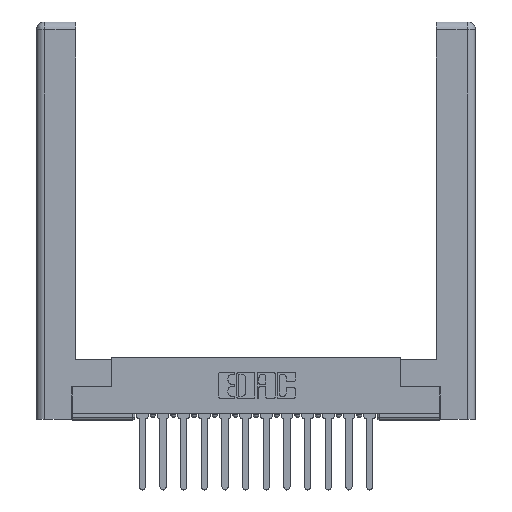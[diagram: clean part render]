
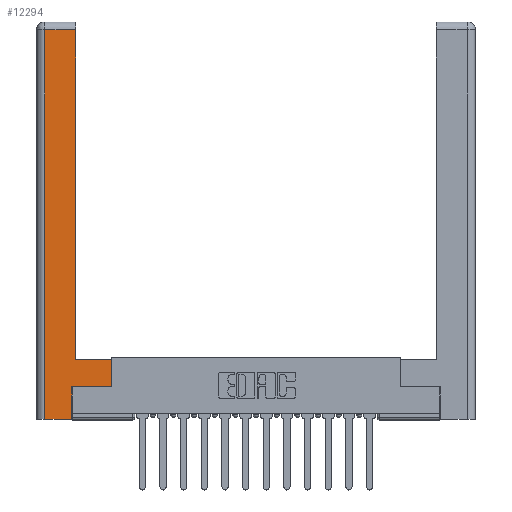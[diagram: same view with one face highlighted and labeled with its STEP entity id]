
A CAD part, top view. The second image highlights one B-rep face of the part: STEP entity #12294.
In plain terms, the highlighted planar face has unit normal (0, 0, 1).
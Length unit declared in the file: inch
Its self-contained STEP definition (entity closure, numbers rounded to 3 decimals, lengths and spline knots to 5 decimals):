
#424 = ORIENTED_EDGE ( 'NONE', *, *, #9200, .T. ) ;
#583 = VERTEX_POINT ( 'NONE', #12325 ) ;
#1657 = AXIS2_PLACEMENT_3D ( 'NONE', #2566, #2480, #7735 ) ;
#2210 = EDGE_CURVE ( 'NONE', #16196, #583, #9568, .T. ) ;
#2480 = DIRECTION ( 'NONE',  ( 0., 0., -1. ) ) ;
#2566 = CARTESIAN_POINT ( 'NONE',  ( 0., 0., 0. ) ) ;
#2698 = ORIENTED_EDGE ( 'NONE', *, *, #16825, .T. ) ;
#2898 = CARTESIAN_POINT ( 'NONE',  ( 0.265, 0., 0. ) ) ;
#3285 = CARTESIAN_POINT ( 'NONE',  ( 0.565, 0.245, 0. ) ) ;
#3346 = VECTOR ( 'NONE', #5305, 39.37008 ) ;
#3613 = EDGE_CURVE ( 'NONE', #583, #13068, #9358, .T. ) ;
#3837 = CARTESIAN_POINT ( 'NONE',  ( 0.265, 0., 0. ) ) ;
#3952 = PLANE ( 'NONE',  #1657 ) ;
#4099 = VECTOR ( 'NONE', #8775, 39.37008 ) ;
#4232 = LINE ( 'NONE', #12143, #12896 ) ;
#4489 = ORIENTED_EDGE ( 'NONE', *, *, #11662, .T. ) ;
#4882 = VECTOR ( 'NONE', #14602, 39.37008 ) ;
#5185 = CARTESIAN_POINT ( 'NONE',  ( 0.565, 0.245, 0. ) ) ;
#5305 = DIRECTION ( 'NONE',  ( 0., 1., 0. ) ) ;
#5731 = EDGE_LOOP ( 'NONE', ( #16739, #13019, #8048, #6756, #4489, #424, #2698, #13672 ) ) ;
#5865 = LINE ( 'NONE', #3285, #4099 ) ;
#5871 = CARTESIAN_POINT ( 'NONE',  ( 0.295, 2.94, 0. ) ) ;
#6413 = VERTEX_POINT ( 'NONE', #2898 ) ;
#6439 = DIRECTION ( 'NONE',  ( 0., -1., 0. ) ) ;
#6447 = LINE ( 'NONE', #10495, #4882 ) ;
#6676 = LINE ( 'NONE', #8044, #3346 ) ;
#6756 = ORIENTED_EDGE ( 'NONE', *, *, #15703, .T. ) ;
#6869 = EDGE_CURVE ( 'NONE', #15419, #16196, #6676, .T. ) ;
#6982 = VECTOR ( 'NONE', #10947, 39.37008 ) ;
#7600 = EDGE_CURVE ( 'NONE', #9806, #15419, #6447, .T. ) ;
#7735 = DIRECTION ( 'NONE',  ( -1., 0., 0. ) ) ;
#7783 = DIRECTION ( 'NONE',  ( 1., 0., 0. ) ) ;
#8044 = CARTESIAN_POINT ( 'NONE',  ( 0.295, 3., 0. ) ) ;
#8048 = ORIENTED_EDGE ( 'NONE', *, *, #3613, .T. ) ;
#8775 = DIRECTION ( 'NONE',  ( 1., 0., 0. ) ) ;
#9200 = EDGE_CURVE ( 'NONE', #9955, #15939, #5865, .T. ) ;
#9358 = LINE ( 'NONE', #12962, #14016 ) ;
#9485 = DIRECTION ( 'NONE',  ( 0., 1., 0. ) ) ;
#9568 = LINE ( 'NONE', #14806, #6982 ) ;
#9806 = VERTEX_POINT ( 'NONE', #11828 ) ;
#9955 = VERTEX_POINT ( 'NONE', #13523 ) ;
#10442 = CARTESIAN_POINT ( 'NONE',  ( 0.0615, 0., 0. ) ) ;
#10495 = CARTESIAN_POINT ( 'NONE',  ( 0.295, 0.45, 0. ) ) ;
#10947 = DIRECTION ( 'NONE',  ( -1., 0., 0. ) ) ;
#11662 = EDGE_CURVE ( 'NONE', #6413, #9955, #4232, .T. ) ;
#11828 = CARTESIAN_POINT ( 'NONE',  ( 0.565, 0.45, 0. ) ) ;
#12143 = CARTESIAN_POINT ( 'NONE',  ( 0.265, 0.245, 0. ) ) ;
#12204 = VECTOR ( 'NONE', #14146, 39.37008 ) ;
#12294 = ADVANCED_FACE ( 'NONE', ( #15538 ), #3952, .F. ) ;
#12325 = CARTESIAN_POINT ( 'NONE',  ( 0.0615, 2.94, 0. ) ) ;
#12357 = CARTESIAN_POINT ( 'NONE',  ( 0.295, 0.45, 0. ) ) ;
#12873 = CARTESIAN_POINT ( 'NONE',  ( 0.565, 0.45, 0. ) ) ;
#12896 = VECTOR ( 'NONE', #9485, 39.37008 ) ;
#12962 = CARTESIAN_POINT ( 'NONE',  ( 0.0615, 0., 0. ) ) ;
#13019 = ORIENTED_EDGE ( 'NONE', *, *, #2210, .T. ) ;
#13068 = VERTEX_POINT ( 'NONE', #10442 ) ;
#13523 = CARTESIAN_POINT ( 'NONE',  ( 0.265, 0.245, 0. ) ) ;
#13672 = ORIENTED_EDGE ( 'NONE', *, *, #7600, .T. ) ;
#14016 = VECTOR ( 'NONE', #6439, 39.37008 ) ;
#14146 = DIRECTION ( 'NONE',  ( 0., 1., 0. ) ) ;
#14238 = LINE ( 'NONE', #12873, #12204 ) ;
#14602 = DIRECTION ( 'NONE',  ( -1., 0., 0. ) ) ;
#14806 = CARTESIAN_POINT ( 'NONE',  ( 0.0615, 2.94, 0. ) ) ;
#15419 = VERTEX_POINT ( 'NONE', #12357 ) ;
#15430 = LINE ( 'NONE', #3837, #15713 ) ;
#15538 = FACE_OUTER_BOUND ( 'NONE', #5731, .T. ) ;
#15703 = EDGE_CURVE ( 'NONE', #13068, #6413, #15430, .T. ) ;
#15713 = VECTOR ( 'NONE', #7783, 39.37008 ) ;
#15939 = VERTEX_POINT ( 'NONE', #5185 ) ;
#16196 = VERTEX_POINT ( 'NONE', #5871 ) ;
#16739 = ORIENTED_EDGE ( 'NONE', *, *, #6869, .T. ) ;
#16825 = EDGE_CURVE ( 'NONE', #15939, #9806, #14238, .T. ) ;
